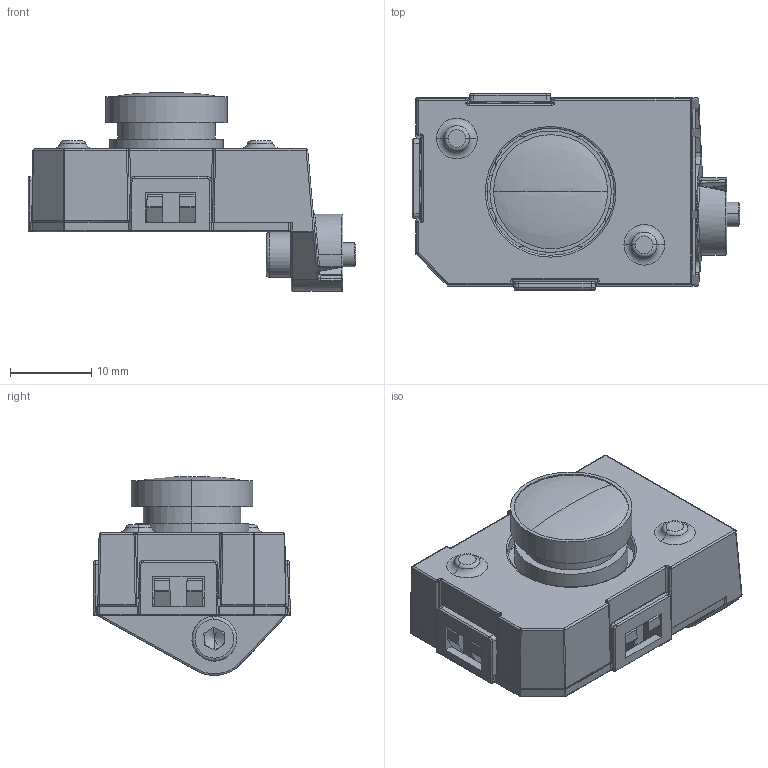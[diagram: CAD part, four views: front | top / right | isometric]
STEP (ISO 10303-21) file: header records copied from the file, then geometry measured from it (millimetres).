
FILE_DESCRIPTION (( 'STEP AP214' ), '1' );
FILE_NAME ('JXHSV08-07900 扜砉芛郪璃 camera assembly .step', '2024-04-12T03:11:49', ( 'Windows User' ), ( 'P R C' ), 'SwSTEP 2.0', 'SolidWorks 2020', '' );
FILE_SCHEMA (( 'AUTOMOTIVE_DESIGN' ));
Length unit declared in the file: millimetre
Products named in the file (6): JXHSV08-07900 扜砉芛郪璃 camera assembly ; JXHSV5P-07901-d 扜砉芛奻褲 camera top cover; 160度广角100W像素 摄像头模组 camera sensor assembly; GB-T-70.1-2000-M2X5 内六角圆柱头螺丝 hex socket cylindrical head screws; GB-T-70.1-2000-M3x8 内六角圆柱头螺丝 hexagon socket cap screws; JXHSV5P-07902-d 扜砉芛狟裔 camera lower cover
Assembly tree (6 placements, depth 2):
  JXHSV08-07900 扜砉芛郪璃 camera assembly 
    JXHSV5P-07901-d 扜砉芛奻褲 camera top cover
    JXHSV5P-07902-d 扜砉芛狟裔 camera lower cover
    160度广角100W像素 摄像头模组 camera sensor assembly
    GB-T-70.1-2000-M2X5 内六角圆柱头螺丝 hex socket cylindrical head screws  x2
    GB-T-70.1-2000-M3x8 内六角圆柱头螺丝 hexagon socket cap screws
Bounding box: 40.21 x 24.12 x 24.4 mm (x, y, z)
Volume: 6202.2 mm3; surface area: 8596.2 mm2
Topology: 7 solids, 8 shells, 847 faces, 2133 edges, 1295 vertices
Faces by surface type: plane 382, cylinder 243, torus 63, bspline 63, cone 53, sphere 43
Entity records: 26648 total; most frequent: CARTESIAN_POINT 6697, ORIENTED_EDGE 4072, DIRECTION 3836, EDGE_CURVE 2036, AXIS2_PLACEMENT_3D 1307, VERTEX_POINT 1252, LINE 1222, VECTOR 1222
